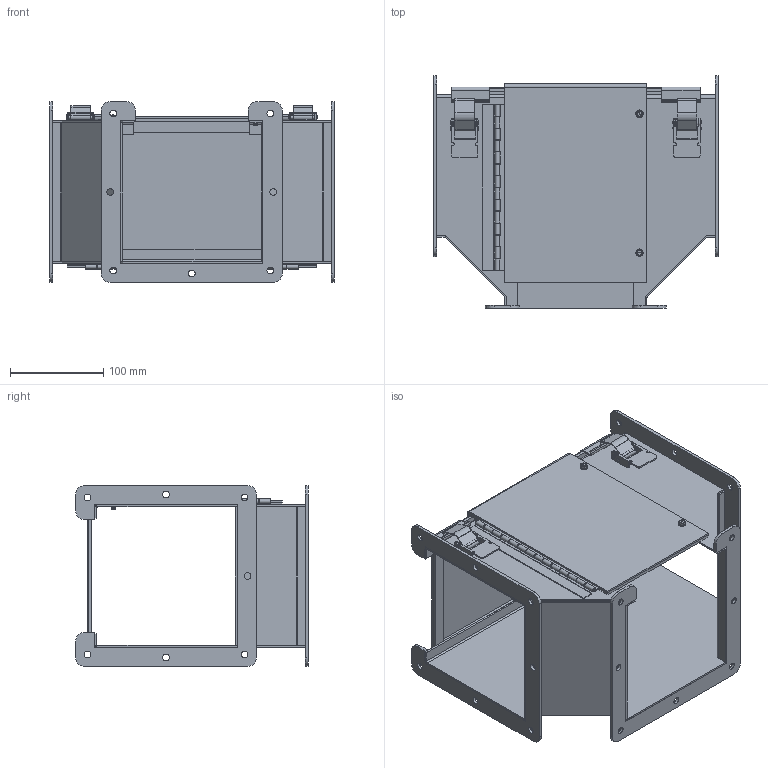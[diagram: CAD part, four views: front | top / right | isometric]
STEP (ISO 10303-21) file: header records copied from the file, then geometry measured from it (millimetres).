
FILE_DESCRIPTION(/* description */ ('LJW, WW-FITTING, TEE, BOTTOM, CS, 6X6'),/* implementation_level */ '2;1');
FILE_NAME(/* name */ 'LJWT6C.stp',/* time_stamp */ '2017-05-23T20:17:53+06:00',/* author */ ('vdas'),/* organization */ (''),/* preprocessor_version */ 'ST-DEVELOPER v16.1',/* originating_system */ 'Autodesk Inventor 2016',/* authorisation */ '');
FILE_SCHEMA (('AUTOMOTIVE_DESIGN { 1 0 10303 214 3 1 1 }'));
Length unit declared in the file: inch
Products named in the file (25): LJWT6CBTM; LJWT6CPOST; LJWT6CBACKLID; 328122LH; 328122P; 328122TH; 328122; PART1; PART2; PART3; PART4; PART5; 35011; LJWT6CBACKLIDSTRIPGASKET; LJW6RINGP; LJWT6CTOPLEFT; LJWT6CTOPRIGHT; LJWT6CTOPLID; 328121LH; 328121P; 328121TH; 328121; LJWT6CTOPLIDSTRIPGASKET; 372141; LJWT6C
Assembly tree (29 placements, depth 3):
  LJWT6C
    LJWT6CBTM
    LJWT6CPOST  x2
    LJWT6CBACKLID
    328122
      328122LH
      328122P
      328122TH
    35011  x2
      PART1
      PART2
      PART3
      PART4
      PART5
    LJWT6CBACKLIDSTRIPGASKET
    LJW6RINGP  x3
    LJWT6CTOPLEFT
    LJWT6CTOPRIGHT
    LJWT6CTOPLID
    328121
      328121LH
      328121P
      328121TH
    LJWT6CTOPLIDSTRIPGASKET
    372141  x2
Bounding box: 304.81 x 249.24 x 193.68 mm (x, y, z)
Volume: 603886.4 mm3; surface area: 625810.5 mm2
Topology: 30 solids, 30 shells, 809 faces, 2051 edges, 1304 vertices
Faces by surface type: plane 482, cylinder 241, cone 54, torus 24, bspline 8
Full cylindrical faces by diameter (mm): 2.54 x2, 2.957 x32, 3.454 x4, 3.946 x12, 4.286 x8, 4.343 x2, 4.595 x16, 6.35 x2, 7.144 x21, 7.938 x2
Entity records: 17246 total; most frequent: CARTESIAN_POINT 3052, DIRECTION 2840, ORIENTED_EDGE 2612, EDGE_CURVE 1306, AXIS2_PLACEMENT_3D 960, LINE 920, VECTOR 920, VERTEX_POINT 888
